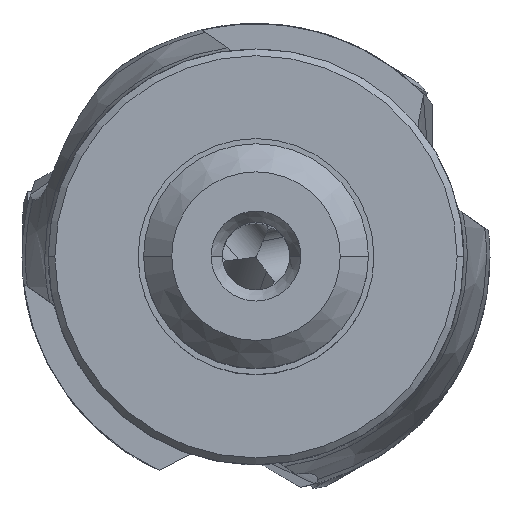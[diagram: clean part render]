
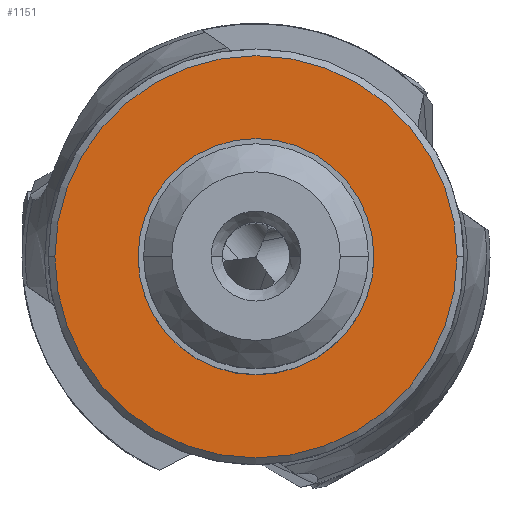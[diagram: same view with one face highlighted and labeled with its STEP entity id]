
A CAD part, top view. The second image highlights one B-rep face of the part: STEP entity #1151.
In plain terms, the highlighted planar face has unit normal (0, 0, 1).
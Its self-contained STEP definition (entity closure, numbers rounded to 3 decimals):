
#175=FACE_BOUND('',#1997,.T.);
#176=FACE_BOUND('',#1998,.T.);
#253=PLANE('',#7154);
#1151=ADVANCED_FACE('',(#175,#176),#253,.T.);
#1997=EDGE_LOOP('',(#3395,#3396,#3397,#3398));
#1998=EDGE_LOOP('',(#3399,#3400));
#2309=CIRCLE('',#7147,8.95);
#2310=CIRCLE('',#7148,8.95);
#2311=CIRCLE('',#7150,8.95);
#2312=CIRCLE('',#7151,8.95);
#2313=CIRCLE('',#7152,5.25);
#2314=CIRCLE('',#7153,5.25);
#3395=ORIENTED_EDGE('',*,*,#5880,.F.);
#3396=ORIENTED_EDGE('',*,*,#5881,.F.);
#3397=ORIENTED_EDGE('',*,*,#5879,.F.);
#3398=ORIENTED_EDGE('',*,*,#5878,.F.);
#3399=ORIENTED_EDGE('',*,*,#5882,.F.);
#3400=ORIENTED_EDGE('',*,*,#5883,.F.);
#5036=VERTEX_POINT('',#12820);
#5037=VERTEX_POINT('',#12822);
#5038=VERTEX_POINT('',#12824);
#5039=VERTEX_POINT('',#12828);
#5040=VERTEX_POINT('',#12831);
#5041=VERTEX_POINT('',#12832);
#5878=EDGE_CURVE('',#5037,#5038,#2309,.T.);
#5879=EDGE_CURVE('',#5038,#5036,#2310,.T.);
#5880=EDGE_CURVE('',#5039,#5037,#2311,.T.);
#5881=EDGE_CURVE('',#5036,#5039,#2312,.T.);
#5882=EDGE_CURVE('',#5040,#5041,#2313,.T.);
#5883=EDGE_CURVE('',#5041,#5040,#2314,.T.);
#7147=AXIS2_PLACEMENT_3D('',#12823,#8330,#8331);
#7148=AXIS2_PLACEMENT_3D('',#12825,#8332,#8333);
#7150=AXIS2_PLACEMENT_3D('',#12827,#8336,#8337);
#7151=AXIS2_PLACEMENT_3D('',#12829,#8338,#8339);
#7152=AXIS2_PLACEMENT_3D('',#12830,#8340,#8341);
#7153=AXIS2_PLACEMENT_3D('',#12833,#8342,#8343);
#7154=AXIS2_PLACEMENT_3D('',#12834,#8344,#8345);
#8330=DIRECTION('',(0.,0.,-1.));
#8331=DIRECTION('',(1.,0.,0.));
#8332=DIRECTION('',(0.,0.,-1.));
#8333=DIRECTION('',(0.,-1.,0.));
#8336=DIRECTION('',(0.,0.,-1.));
#8337=DIRECTION('',(0.,1.,0.));
#8338=DIRECTION('',(0.,0.,-1.));
#8339=DIRECTION('',(-1.,0.,0.));
#8340=DIRECTION('',(0.,0.,1.));
#8341=DIRECTION('',(1.,0.,0.));
#8342=DIRECTION('',(0.,0.,1.));
#8343=DIRECTION('',(-1.,0.,0.));
#8344=DIRECTION('',(0.,0.,1.));
#8345=DIRECTION('',(-1.,0.,0.));
#12820=CARTESIAN_POINT('',(-8.95,0.,0.));
#12822=CARTESIAN_POINT('',(8.95,0.,0.));
#12823=CARTESIAN_POINT('',(0.,0.,0.));
#12824=CARTESIAN_POINT('',(0.,-8.95,0.));
#12825=CARTESIAN_POINT('',(0.,0.,0.));
#12827=CARTESIAN_POINT('',(0.,0.,0.));
#12828=CARTESIAN_POINT('',(0.,8.95,0.));
#12829=CARTESIAN_POINT('',(0.,0.,0.));
#12830=CARTESIAN_POINT('',(0.,0.,0.));
#12831=CARTESIAN_POINT('',(5.25,0.,0.));
#12832=CARTESIAN_POINT('',(-5.25,0.,0.));
#12833=CARTESIAN_POINT('',(0.,0.,0.));
#12834=CARTESIAN_POINT('',(0.,0.001,0.));
